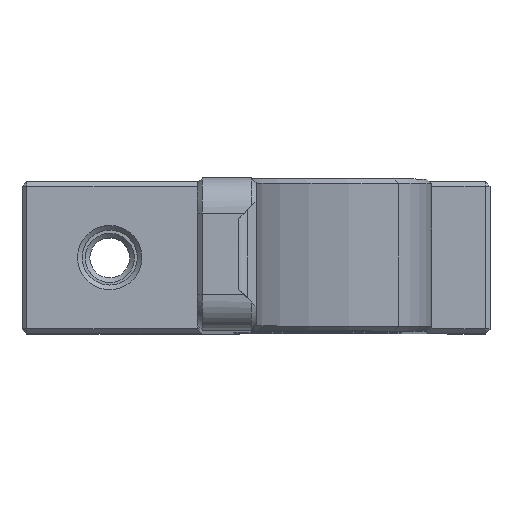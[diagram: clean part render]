
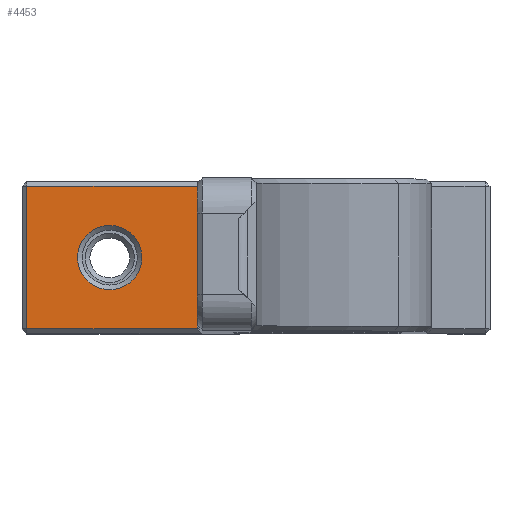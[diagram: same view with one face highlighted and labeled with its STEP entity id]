
A CAD part, top view. The second image highlights one B-rep face of the part: STEP entity #4453.
In plain terms, the highlighted planar face has unit normal (0, 0, 1).
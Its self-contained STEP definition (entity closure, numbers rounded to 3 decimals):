
#190 = PLANE('',#191);
#191 = AXIS2_PLACEMENT_3D('',#192,#193,#194);
#192 = CARTESIAN_POINT('',(-20.,0.,-120.025));
#193 = DIRECTION('',(1.,0.,0.));
#194 = DIRECTION('',(0.,0.,1.));
#551 = EDGE_CURVE('',#552,#554,#556,.T.);
#552 = VERTEX_POINT('',#553);
#553 = CARTESIAN_POINT('',(-20.,0.4,-120.025));
#554 = VERTEX_POINT('',#555);
#555 = CARTESIAN_POINT('',(-20.,12.6,-120.025));
#556 = SURFACE_CURVE('',#557,(#561,#568),.PCURVE_S1.);
#557 = LINE('',#558,#559);
#558 = CARTESIAN_POINT('',(-20.,0.,-120.025));
#559 = VECTOR('',#560,1.);
#560 = DIRECTION('',(0.,1.,0.));
#561 = PCURVE('',#190,#562);
#562 = DEFINITIONAL_REPRESENTATION('',(#563),#567);
#563 = LINE('',#564,#565);
#564 = CARTESIAN_POINT('',(0.,0.));
#565 = VECTOR('',#566,1.);
#566 = DIRECTION('',(0.,-1.));
#567 = ( GEOMETRIC_REPRESENTATION_CONTEXT(2) 
PARAMETRIC_REPRESENTATION_CONTEXT() REPRESENTATION_CONTEXT('2D SPACE',''
  ) );
#568 = PCURVE('',#569,#574);
#569 = PLANE('',#570);
#570 = AXIS2_PLACEMENT_3D('',#571,#572,#573);
#571 = CARTESIAN_POINT('',(-35.,0.,-120.025));
#572 = DIRECTION('',(0.,0.,-1.));
#573 = DIRECTION('',(1.,0.,0.));
#574 = DEFINITIONAL_REPRESENTATION('',(#575),#579);
#575 = LINE('',#576,#577);
#576 = CARTESIAN_POINT('',(15.,0.));
#577 = VECTOR('',#578,1.);
#578 = DIRECTION('',(0.,-1.));
#579 = ( GEOMETRIC_REPRESENTATION_CONTEXT(2) 
PARAMETRIC_REPRESENTATION_CONTEXT() REPRESENTATION_CONTEXT('2D SPACE',''
  ) );
#1380 = PLANE('',#1381);
#1381 = AXIS2_PLACEMENT_3D('',#1382,#1383,#1384);
#1382 = CARTESIAN_POINT('',(-35.,0.2,-120.225));
#1383 = DIRECTION('',(0.,-0.707,0.707));
#1384 = DIRECTION('',(1.,0.,0.));
#3017 = PLANE('',#3018);
#3018 = AXIS2_PLACEMENT_3D('',#3019,#3020,#3021);
#3019 = CARTESIAN_POINT('',(-35.,12.8,-120.225));
#3020 = DIRECTION('',(-0.,-0.707,-0.707));
#3021 = DIRECTION('',(1.,-0.,0.));
#4453 = ADVANCED_FACE('',(#4454,#4529),#569,.F.);
#4454 = FACE_BOUND('',#4455,.F.);
#4455 = EDGE_LOOP('',(#4456,#4457,#4480,#4508));
#4456 = ORIENTED_EDGE('',*,*,#551,.F.);
#4457 = ORIENTED_EDGE('',*,*,#4458,.F.);
#4458 = EDGE_CURVE('',#4459,#552,#4461,.T.);
#4459 = VERTEX_POINT('',#4460);
#4460 = CARTESIAN_POINT('',(-34.6,0.4,-120.025));
#4461 = SURFACE_CURVE('',#4462,(#4466,#4473),.PCURVE_S1.);
#4462 = LINE('',#4463,#4464);
#4463 = CARTESIAN_POINT('',(-35.,0.4,-120.025));
#4464 = VECTOR('',#4465,1.);
#4465 = DIRECTION('',(1.,0.,0.));
#4466 = PCURVE('',#569,#4467);
#4467 = DEFINITIONAL_REPRESENTATION('',(#4468),#4472);
#4468 = LINE('',#4469,#4470);
#4469 = CARTESIAN_POINT('',(0.,-0.4));
#4470 = VECTOR('',#4471,1.);
#4471 = DIRECTION('',(1.,0.));
#4472 = ( GEOMETRIC_REPRESENTATION_CONTEXT(2) 
PARAMETRIC_REPRESENTATION_CONTEXT() REPRESENTATION_CONTEXT('2D SPACE',''
  ) );
#4473 = PCURVE('',#1380,#4474);
#4474 = DEFINITIONAL_REPRESENTATION('',(#4475),#4479);
#4475 = LINE('',#4476,#4477);
#4476 = CARTESIAN_POINT('',(0.,0.283));
#4477 = VECTOR('',#4478,1.);
#4478 = DIRECTION('',(1.,0.));
#4479 = ( GEOMETRIC_REPRESENTATION_CONTEXT(2) 
PARAMETRIC_REPRESENTATION_CONTEXT() REPRESENTATION_CONTEXT('2D SPACE',''
  ) );
#4480 = ORIENTED_EDGE('',*,*,#4481,.T.);
#4481 = EDGE_CURVE('',#4459,#4482,#4484,.T.);
#4482 = VERTEX_POINT('',#4483);
#4483 = CARTESIAN_POINT('',(-34.6,12.6,-120.025));
#4484 = SURFACE_CURVE('',#4485,(#4489,#4496),.PCURVE_S1.);
#4485 = LINE('',#4486,#4487);
#4486 = CARTESIAN_POINT('',(-34.6,0.,-120.025));
#4487 = VECTOR('',#4488,1.);
#4488 = DIRECTION('',(-0.,1.,0.));
#4489 = PCURVE('',#569,#4490);
#4490 = DEFINITIONAL_REPRESENTATION('',(#4491),#4495);
#4491 = LINE('',#4492,#4493);
#4492 = CARTESIAN_POINT('',(0.4,0.));
#4493 = VECTOR('',#4494,1.);
#4494 = DIRECTION('',(0.,-1.));
#4495 = ( GEOMETRIC_REPRESENTATION_CONTEXT(2) 
PARAMETRIC_REPRESENTATION_CONTEXT() REPRESENTATION_CONTEXT('2D SPACE',''
  ) );
#4496 = PCURVE('',#4497,#4502);
#4497 = PLANE('',#4498);
#4498 = AXIS2_PLACEMENT_3D('',#4499,#4500,#4501);
#4499 = CARTESIAN_POINT('',(-34.8,0.,-120.225));
#4500 = DIRECTION('',(-0.707,0.,0.707));
#4501 = DIRECTION('',(0.,1.,0.));
#4502 = DEFINITIONAL_REPRESENTATION('',(#4503),#4507);
#4503 = LINE('',#4504,#4505);
#4504 = CARTESIAN_POINT('',(0.,-0.283));
#4505 = VECTOR('',#4506,1.);
#4506 = DIRECTION('',(1.,0.));
#4507 = ( GEOMETRIC_REPRESENTATION_CONTEXT(2) 
PARAMETRIC_REPRESENTATION_CONTEXT() REPRESENTATION_CONTEXT('2D SPACE',''
  ) );
#4508 = ORIENTED_EDGE('',*,*,#4509,.T.);
#4509 = EDGE_CURVE('',#4482,#554,#4510,.T.);
#4510 = SURFACE_CURVE('',#4511,(#4515,#4522),.PCURVE_S1.);
#4511 = LINE('',#4512,#4513);
#4512 = CARTESIAN_POINT('',(-35.,12.6,-120.025));
#4513 = VECTOR('',#4514,1.);
#4514 = DIRECTION('',(1.,0.,0.));
#4515 = PCURVE('',#569,#4516);
#4516 = DEFINITIONAL_REPRESENTATION('',(#4517),#4521);
#4517 = LINE('',#4518,#4519);
#4518 = CARTESIAN_POINT('',(0.,-12.6));
#4519 = VECTOR('',#4520,1.);
#4520 = DIRECTION('',(1.,0.));
#4521 = ( GEOMETRIC_REPRESENTATION_CONTEXT(2) 
PARAMETRIC_REPRESENTATION_CONTEXT() REPRESENTATION_CONTEXT('2D SPACE',''
  ) );
#4522 = PCURVE('',#3017,#4523);
#4523 = DEFINITIONAL_REPRESENTATION('',(#4524),#4528);
#4524 = LINE('',#4525,#4526);
#4525 = CARTESIAN_POINT('',(0.,0.283));
#4526 = VECTOR('',#4527,1.);
#4527 = DIRECTION('',(1.,0.));
#4528 = ( GEOMETRIC_REPRESENTATION_CONTEXT(2) 
PARAMETRIC_REPRESENTATION_CONTEXT() REPRESENTATION_CONTEXT('2D SPACE',''
  ) );
#4529 = FACE_BOUND('',#4530,.F.);
#4530 = EDGE_LOOP('',(#4531));
#4531 = ORIENTED_EDGE('',*,*,#4532,.T.);
#4532 = EDGE_CURVE('',#4533,#4533,#4535,.T.);
#4533 = VERTEX_POINT('',#4534);
#4534 = CARTESIAN_POINT('',(-30.25,6.5,-120.025));
#4535 = SURFACE_CURVE('',#4536,(#4541,#4552),.PCURVE_S1.);
#4536 = CIRCLE('',#4537,2.75);
#4537 = AXIS2_PLACEMENT_3D('',#4538,#4539,#4540);
#4538 = CARTESIAN_POINT('',(-27.5,6.5,-120.025));
#4539 = DIRECTION('',(0.,0.,1.));
#4540 = DIRECTION('',(-1.,0.,0.));
#4541 = PCURVE('',#569,#4542);
#4542 = DEFINITIONAL_REPRESENTATION('',(#4543),#4551);
#4543 = ( BOUNDED_CURVE() B_SPLINE_CURVE(2,(#4544,#4545,#4546,#4547,
#4548,#4549,#4550),.UNSPECIFIED.,.T.,.F.) B_SPLINE_CURVE_WITH_KNOTS((1,2
    ,2,2,2,1),(-2.094,0.,2.094,4.189,
6.283,8.378),.UNSPECIFIED.) CURVE() 
GEOMETRIC_REPRESENTATION_ITEM() RATIONAL_B_SPLINE_CURVE((1.,0.5,1.,0.5,
1.,0.5,1.)) REPRESENTATION_ITEM('') );
#4544 = CARTESIAN_POINT('',(4.75,-6.5));
#4545 = CARTESIAN_POINT('',(4.75,-1.737));
#4546 = CARTESIAN_POINT('',(8.875,-4.118));
#4547 = CARTESIAN_POINT('',(13.,-6.5));
#4548 = CARTESIAN_POINT('',(8.875,-8.882));
#4549 = CARTESIAN_POINT('',(4.75,-11.263));
#4550 = CARTESIAN_POINT('',(4.75,-6.5));
#4551 = ( GEOMETRIC_REPRESENTATION_CONTEXT(2) 
PARAMETRIC_REPRESENTATION_CONTEXT() REPRESENTATION_CONTEXT('2D SPACE',''
  ) );
#4552 = PCURVE('',#4553,#4558);
#4553 = CONICAL_SURFACE('',#4554,2.35,0.785);
#4554 = AXIS2_PLACEMENT_3D('',#4555,#4556,#4557);
#4555 = CARTESIAN_POINT('',(-27.5,6.5,-120.425));
#4556 = DIRECTION('',(0.,0.,1.));
#4557 = DIRECTION('',(-1.,0.,0.));
#4558 = DEFINITIONAL_REPRESENTATION('',(#4559),#4563);
#4559 = LINE('',#4560,#4561);
#4560 = CARTESIAN_POINT('',(-0.,0.4));
#4561 = VECTOR('',#4562,1.);
#4562 = DIRECTION('',(1.,-0.));
#4563 = ( GEOMETRIC_REPRESENTATION_CONTEXT(2) 
PARAMETRIC_REPRESENTATION_CONTEXT() REPRESENTATION_CONTEXT('2D SPACE',''
  ) );
